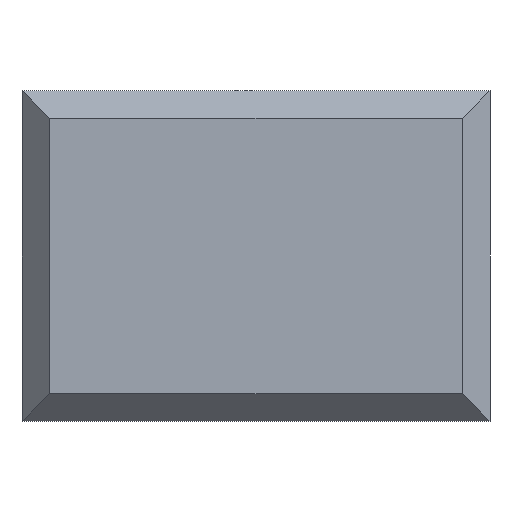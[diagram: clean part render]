
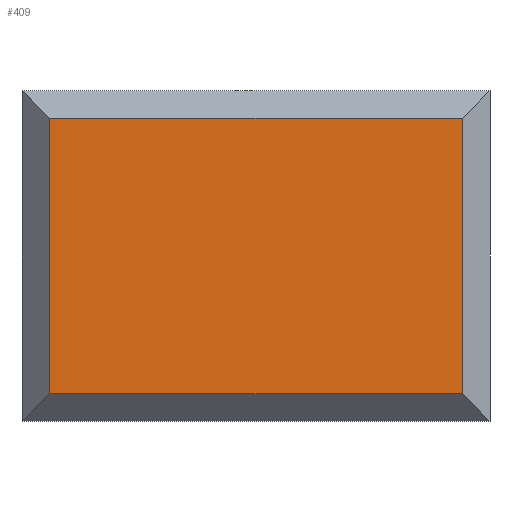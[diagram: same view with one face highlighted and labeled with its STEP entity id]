
A CAD part, top view. The second image highlights one B-rep face of the part: STEP entity #409.
In plain terms, the highlighted planar face has unit normal (0, 0, 1).
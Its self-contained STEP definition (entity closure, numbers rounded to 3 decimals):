
#370=CARTESIAN_POINT('Axis2P3D Location',(0.,0.,72.)) ;
#375=CARTESIAN_POINT('Line Origine',(16.4,21.1,72.)) ;
#379=CARTESIAN_POINT('Vertex',(23.9,21.1,72.)) ;
#381=CARTESIAN_POINT('Vertex',(8.9,21.1,72.)) ;
#384=CARTESIAN_POINT('Line Origine',(8.9,16.1,72.)) ;
#388=CARTESIAN_POINT('Vertex',(8.9,11.1,72.)) ;
#391=CARTESIAN_POINT('Line Origine',(16.4,11.1,72.)) ;
#395=CARTESIAN_POINT('Vertex',(23.9,11.1,72.)) ;
#398=CARTESIAN_POINT('Line Origine',(23.9,16.1,72.)) ;
#371=DIRECTION('Axis2P3D Direction',(0.,0.,1.)) ;
#372=DIRECTION('Axis2P3D XDirection',(1.,0.,0.)) ;
#376=DIRECTION('Vector Direction',(1.,0.,0.)) ;
#385=DIRECTION('Vector Direction',(0.,1.,0.)) ;
#392=DIRECTION('Vector Direction',(-1.,0.,0.)) ;
#399=DIRECTION('Vector Direction',(0.,-1.,0.)) ;
#373=AXIS2_PLACEMENT_3D('Plane Axis2P3D',#370,#371,#372) ;
#404=ORIENTED_EDGE('',*,*,#383,.T.) ;
#405=ORIENTED_EDGE('',*,*,#390,.T.) ;
#406=ORIENTED_EDGE('',*,*,#397,.T.) ;
#407=ORIENTED_EDGE('',*,*,#402,.T.) ;
#377=VECTOR('Line Direction',#376,1.) ;
#386=VECTOR('Line Direction',#385,1.) ;
#393=VECTOR('Line Direction',#392,1.) ;
#400=VECTOR('Line Direction',#399,1.) ;
#409=ADVANCED_FACE('Corps principal',(#408),#374,.T.) ;
#383=EDGE_CURVE('',#380,#382,#378,.F.) ;
#390=EDGE_CURVE('',#382,#389,#387,.F.) ;
#397=EDGE_CURVE('',#389,#396,#394,.F.) ;
#402=EDGE_CURVE('',#396,#380,#401,.F.) ;
#403=EDGE_LOOP('',(#404,#405,#406,#407)) ;
#408=FACE_OUTER_BOUND('',#403,.T.) ;
#378=LINE('Line',#375,#377) ;
#387=LINE('Line',#384,#386) ;
#394=LINE('Line',#391,#393) ;
#401=LINE('Line',#398,#400) ;
#374=PLANE('',#373) ;
#380=VERTEX_POINT('',#379) ;
#382=VERTEX_POINT('',#381) ;
#389=VERTEX_POINT('',#388) ;
#396=VERTEX_POINT('',#395) ;
